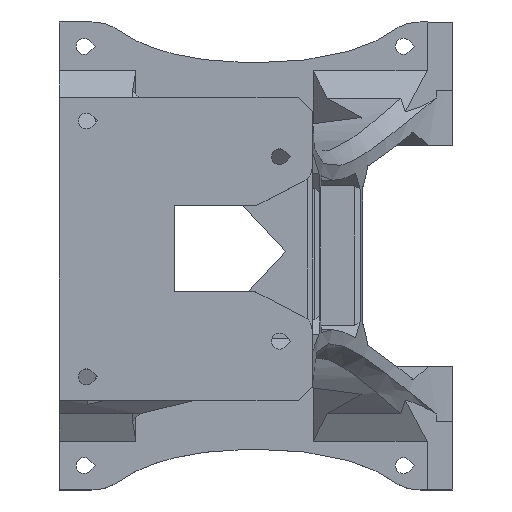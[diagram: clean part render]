
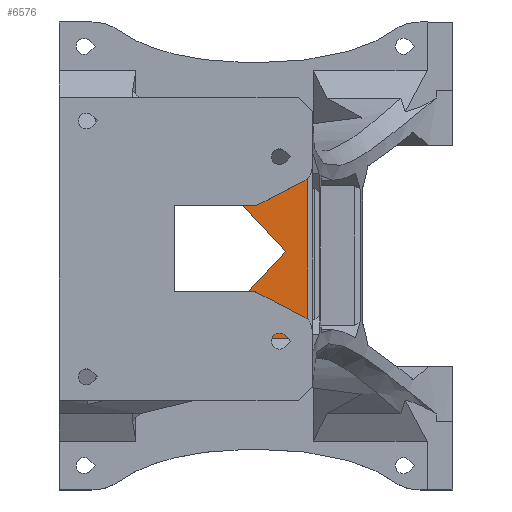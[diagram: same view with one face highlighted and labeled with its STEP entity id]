
A CAD part, top view. The second image highlights one B-rep face of the part: STEP entity #6576.
In plain terms, the highlighted planar face has unit normal (0, 0, 1).
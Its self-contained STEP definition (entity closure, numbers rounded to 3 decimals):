
#237=FACE_OUTER_BOUND('',#624,.T.);
#624=EDGE_LOOP('',(#5044,#5045,#5046,#5047,#5048,#5049,#5050,#5051,#5052,
#5053,#5054,#5055,#5056));
#1089=LINE('',#9856,#1762);
#1183=LINE('',#11096,#1856);
#1201=LINE('',#11421,#1874);
#1266=LINE('',#11868,#1939);
#1288=LINE('',#11904,#1961);
#1289=LINE('',#11907,#1962);
#1290=LINE('',#11909,#1963);
#1291=LINE('',#11911,#1964);
#1292=LINE('',#11912,#1965);
#1293=LINE('',#11913,#1966);
#1294=LINE('',#11915,#1967);
#1295=LINE('',#11916,#1968);
#1296=LINE('',#11917,#1969);
#1762=VECTOR('',#7487,18.29);
#1856=VECTOR('',#7595,32.119);
#1874=VECTOR('',#7619,32.119);
#1939=VECTOR('',#7706,18.29);
#1961=VECTOR('',#7744,9.014);
#1962=VECTOR('',#7747,10.989);
#1963=VECTOR('',#7748,37.123);
#1964=VECTOR('',#7749,10.989);
#1965=VECTOR('',#7750,9.02);
#1966=VECTOR('',#7751,6.02);
#1967=VECTOR('',#7752,29.462);
#1968=VECTOR('',#7753,29.462);
#1969=VECTOR('',#7754,6.014);
#2831=VERTEX_POINT('',#9853);
#2832=VERTEX_POINT('',#9855);
#2994=VERTEX_POINT('',#11090);
#2995=VERTEX_POINT('',#11095);
#3041=VERTEX_POINT('',#11419);
#3042=VERTEX_POINT('',#11420);
#3141=VERTEX_POINT('',#11862);
#3143=VERTEX_POINT('',#11866);
#3149=VERTEX_POINT('',#11902);
#3150=VERTEX_POINT('',#11906);
#3151=VERTEX_POINT('',#11908);
#3152=VERTEX_POINT('',#11910);
#3153=VERTEX_POINT('',#11914);
#3521=EDGE_CURVE('',#2831,#2832,#1089,.T.);
#3710=EDGE_CURVE('',#2994,#2995,#1183,.T.);
#3766=EDGE_CURVE('',#3041,#3042,#1201,.T.);
#3884=EDGE_CURVE('',#3143,#3141,#1266,.T.);
#3906=EDGE_CURVE('',#3149,#3042,#1288,.T.);
#3907=EDGE_CURVE('',#3149,#3150,#1289,.T.);
#3908=EDGE_CURVE('',#3150,#3151,#1290,.T.);
#3909=EDGE_CURVE('',#3151,#3152,#1291,.T.);
#3910=EDGE_CURVE('',#2995,#3152,#1292,.T.);
#3911=EDGE_CURVE('',#2994,#2832,#1293,.T.);
#3912=EDGE_CURVE('',#2831,#3153,#1294,.T.);
#3913=EDGE_CURVE('',#3141,#3153,#1295,.T.);
#3914=EDGE_CURVE('',#3143,#3041,#1296,.T.);
#5044=ORIENTED_EDGE('',*,*,#3907,.T.);
#5045=ORIENTED_EDGE('',*,*,#3908,.T.);
#5046=ORIENTED_EDGE('',*,*,#3909,.T.);
#5047=ORIENTED_EDGE('',*,*,#3910,.F.);
#5048=ORIENTED_EDGE('',*,*,#3710,.F.);
#5049=ORIENTED_EDGE('',*,*,#3911,.T.);
#5050=ORIENTED_EDGE('',*,*,#3521,.F.);
#5051=ORIENTED_EDGE('',*,*,#3912,.T.);
#5052=ORIENTED_EDGE('',*,*,#3913,.F.);
#5053=ORIENTED_EDGE('',*,*,#3884,.F.);
#5054=ORIENTED_EDGE('',*,*,#3914,.T.);
#5055=ORIENTED_EDGE('',*,*,#3766,.T.);
#5056=ORIENTED_EDGE('',*,*,#3906,.F.);
#6280=PLANE('',#6936);
#6576=ADVANCED_FACE('',(#237),#6280,.T.);
#6936=AXIS2_PLACEMENT_3D('',#11905,#7745,#7746);
#7487=DIRECTION('',(-1.,0.,0.));
#7595=DIRECTION('',(1.,0.,0.));
#7619=DIRECTION('',(1.,0.,0.));
#7706=DIRECTION('',(1.,0.,0.));
#7744=DIRECTION('',(0.,-1.,0.));
#7745=DIRECTION('center_axis',(0.,0.,1.));
#7746=DIRECTION('ref_axis',(1.,0.,0.));
#7747=DIRECTION('',(1.,0.,0.));
#7748=DIRECTION('',(0.,1.,0.));
#7749=DIRECTION('',(-1.,0.,0.));
#7750=DIRECTION('',(0.,-1.,0.));
#7751=DIRECTION('',(0.,-1.,0.));
#7752=DIRECTION('',(0.681,-0.732,0.));
#7753=DIRECTION('',(0.681,0.732,0.));
#7754=DIRECTION('',(0.,-1.,0.));
#9853=CARTESIAN_POINT('',(-212.08,27.234,999.97));
#9855=CARTESIAN_POINT('',(-230.37,27.234,999.97));
#9856=CARTESIAN_POINT('',(-212.08,27.234,999.97));
#11090=CARTESIAN_POINT('',(-230.37,33.254,999.97));
#11095=CARTESIAN_POINT('',(-198.251,33.254,999.97));
#11096=CARTESIAN_POINT('',(-230.37,33.254,999.97));
#11419=CARTESIAN_POINT('',(-230.37,-21.904,999.97));
#11420=CARTESIAN_POINT('',(-198.251,-21.904,999.97));
#11421=CARTESIAN_POINT('',(-230.37,-21.904,999.97));
#11862=CARTESIAN_POINT('',(-212.08,-15.89,999.97));
#11866=CARTESIAN_POINT('',(-230.37,-15.89,999.97));
#11868=CARTESIAN_POINT('',(-230.37,-15.89,999.97));
#11902=CARTESIAN_POINT('',(-198.251,-12.89,999.97));
#11904=CARTESIAN_POINT('',(-198.251,-12.89,999.97));
#11905=CARTESIAN_POINT('Origin',(-215.447,170.,999.97));
#11906=CARTESIAN_POINT('',(-187.262,-12.89,999.97));
#11907=CARTESIAN_POINT('',(-198.251,-12.89,999.97));
#11908=CARTESIAN_POINT('',(-187.262,24.233,999.97));
#11909=CARTESIAN_POINT('',(-187.262,-12.89,999.97));
#11910=CARTESIAN_POINT('',(-198.251,24.233,999.97));
#11911=CARTESIAN_POINT('',(-187.262,24.233,999.97));
#11912=CARTESIAN_POINT('',(-198.251,33.254,999.97));
#11913=CARTESIAN_POINT('',(-230.37,33.254,999.97));
#11914=CARTESIAN_POINT('',(-192.004,5.672,999.97));
#11915=CARTESIAN_POINT('',(-212.08,27.234,999.97));
#11916=CARTESIAN_POINT('',(-212.08,-15.89,999.97));
#11917=CARTESIAN_POINT('',(-230.37,-15.89,999.97));
